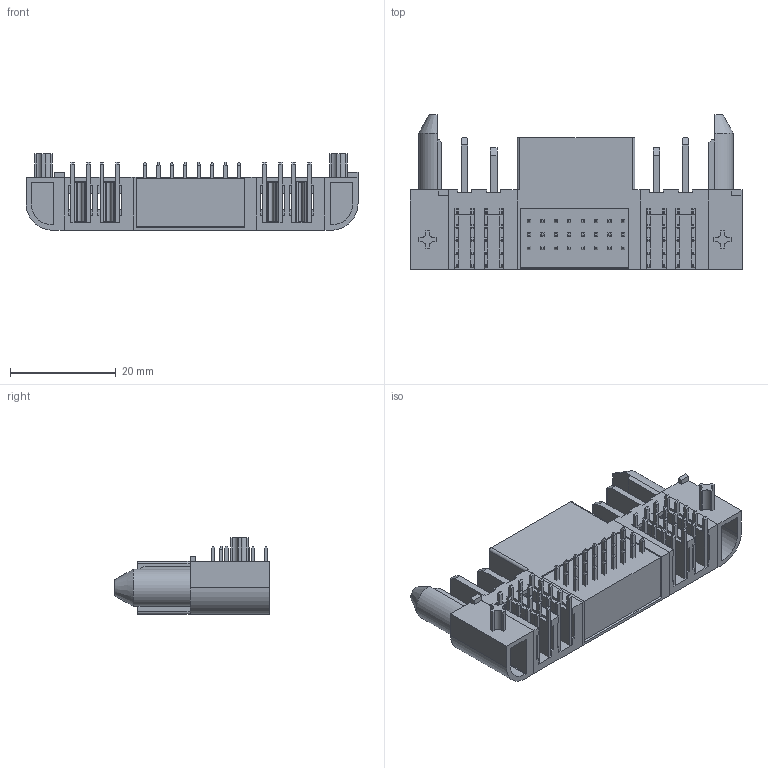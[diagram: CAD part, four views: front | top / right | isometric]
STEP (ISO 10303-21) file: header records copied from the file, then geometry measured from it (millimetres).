
FILE_DESCRIPTION( ( 'STEP AP203' ), ' ' );
FILE_NAME( 'ET60T-D02-3-08-D02-L-R1-S-H.stp', '2018-05-14T11:19:23', ( '' ), ( '' ), ' ', 'PARTsolutions', ' ' );
FILE_SCHEMA( ( 'CONFIG_CONTROL_DESIGN' ) );
Length unit declared in the file: millimetre
Products named in the file (8): ET60T-D02-3-08-D02-L-R1-S-H; _ET60T-24-RT1-GP_st; _ET60T-D-02-0_pt; _ET60T-RT1-GP_gpl; _ET60T-D-02-R1--H_ppins_l; _ET60T-RT1-GP_gpr; _ET60T-D-02-R1--H_ppr; _ET60T-24-R1--H_sp
Assembly tree (8 placements, depth 2):
  ET60T-D02-3-08-D02-L-R1-S-H
    _ET60T-24-RT1-GP_st
    _ET60T-D-02-0_pt  x2
    _ET60T-RT1-GP_gpl
    _ET60T-D-02-R1--H_ppins_l
    _ET60T-RT1-GP_gpr
    _ET60T-D-02-R1--H_ppr
    _ET60T-24-R1--H_sp
Bounding box: 62.76 x 29.25 x 14.46 mm (x, y, z)
Volume: 8650.6 mm3; surface area: 12734.8 mm2
Topology: 8 solids, 8 shells, 1120 faces, 3086 edges, 1992 vertices
Faces by surface type: plane 1016, cylinder 102, cone 2
Entity records: 32457 total; most frequent: CARTESIAN_POINT 5729, ORIENTED_EDGE 5692, DIRECTION 5154, EDGE_CURVE 2846, LINE 2640, VECTOR 2640, VERTEX_POINT 1832, AXIS2_PLACEMENT_3D 1257
